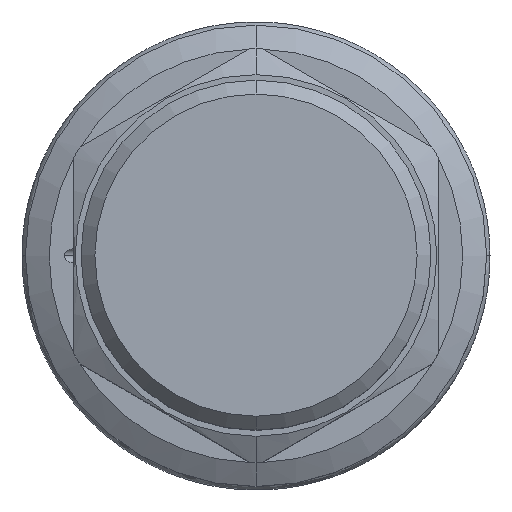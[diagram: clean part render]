
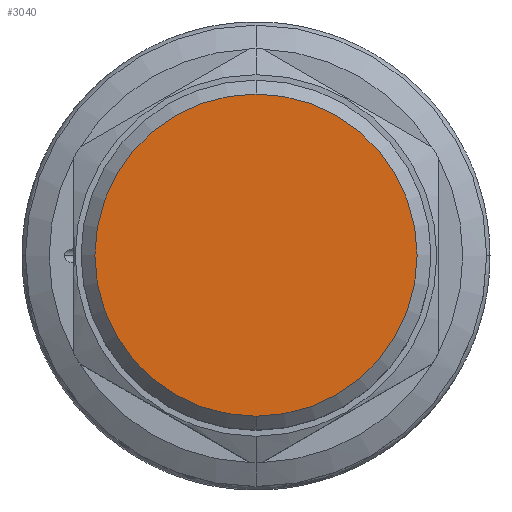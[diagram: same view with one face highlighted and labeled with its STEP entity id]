
A CAD part, top view. The second image highlights one B-rep face of the part: STEP entity #3040.
In plain terms, the highlighted planar face has unit normal (0, 0, 1).
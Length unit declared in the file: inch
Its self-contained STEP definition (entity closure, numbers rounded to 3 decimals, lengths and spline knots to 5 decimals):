
#1121=CARTESIAN_POINT('',(0.,0.,5.624));
#1122=DIRECTION('',(0.,0.,1.));
#1123=DIRECTION('',(0.,-1.,0.));
#1124=AXIS2_PLACEMENT_3D('',#1121,#1122,#1123);
#1139=CARTESIAN_POINT('',(0.,0.,5.624));
#1140=DIRECTION('',(0.,0.,1.));
#1141=DIRECTION('',(0.,1.,0.));
#1142=AXIS2_PLACEMENT_3D('',#1139,#1140,#1141);
#1356=CARTESIAN_POINT('',(0.,0.719,5.624));
#1357=CARTESIAN_POINT('',(0.,-0.719,5.624));
#1358=VERTEX_POINT('',#1356);
#1359=VERTEX_POINT('',#1357);
#3030=CARTESIAN_POINT('',(0.,0.,5.624));
#3031=DIRECTION('',(0.,0.,1.));
#3032=DIRECTION('',(0.,1.,0.));
#3033=AXIS2_PLACEMENT_3D('',#3030,#3031,#3032);
#3034=PLANE('',#3033);
#3035=ORIENTED_EDGE('',*,*,#3020,.F.);
#3037=ORIENTED_EDGE('',*,*,#3036,.F.);
#3038=EDGE_LOOP('',(#3035,#3037));
#3039=FACE_OUTER_BOUND('',#3038,.F.);
#3040=ADVANCED_FACE('',(#3039),#3034,.T.);
#1125=CIRCLE('',#1124,0.719);
#1143=CIRCLE('',#1142,0.719);
#3020=EDGE_CURVE('',#1359,#1358,#1125,.T.);
#3036=EDGE_CURVE('',#1358,#1359,#1143,.T.);
